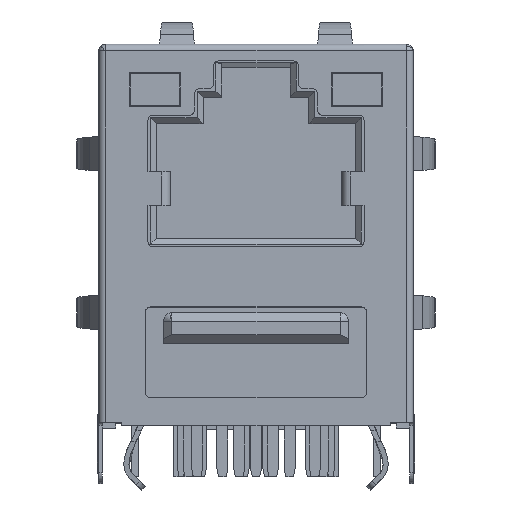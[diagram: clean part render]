
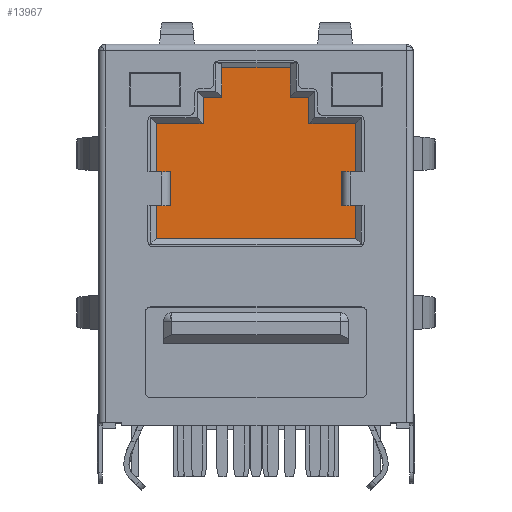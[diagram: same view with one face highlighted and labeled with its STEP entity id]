
A CAD part, top view. The second image highlights one B-rep face of the part: STEP entity #13967.
In plain terms, the highlighted planar face has unit normal (0, 0, 1).
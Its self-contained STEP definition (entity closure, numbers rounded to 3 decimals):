
#5830=DIRECTION('',(-1.,0.,0.));
#5831=VECTOR('',#5830,0.825);
#5832=CARTESIAN_POINT('',(5.925,3.65,17.3));
#5833=LINE('',#5832,#5831);
#5854=DIRECTION('',(0.,-1.,0.));
#5855=VECTOR('',#5854,2.);
#5856=CARTESIAN_POINT('',(5.1,3.65,17.3));
#5857=LINE('',#5856,#5855);
#5866=DIRECTION('',(1.,0.,0.));
#5867=VECTOR('',#5866,4.06);
#5868=CARTESIAN_POINT('',(-2.03,9.9,17.3));
#5869=LINE('',#5868,#5867);
#5882=DIRECTION('',(0.,1.,0.));
#5883=VECTOR('',#5882,1.8);
#5884=CARTESIAN_POINT('',(-2.03,8.1,17.3));
#5885=LINE('',#5884,#5883);
#5898=DIRECTION('',(1.,0.,0.));
#5899=VECTOR('',#5898,1.12);
#5900=CARTESIAN_POINT('',(-3.15,8.1,17.3));
#5901=LINE('',#5900,#5899);
#5906=DIRECTION('',(0.,1.,0.));
#5907=VECTOR('',#5906,1.57);
#5908=CARTESIAN_POINT('',(-3.15,6.53,17.3));
#5909=LINE('',#5908,#5907);
#5918=DIRECTION('',(1.,0.,0.));
#5919=VECTOR('',#5918,2.775);
#5920=CARTESIAN_POINT('',(-5.925,6.53,17.3));
#5921=LINE('',#5920,#5919);
#5934=DIRECTION('',(0.,1.,0.));
#5935=VECTOR('',#5934,2.88);
#5936=CARTESIAN_POINT('',(-5.925,3.65,17.3));
#5937=LINE('',#5936,#5935);
#5942=DIRECTION('',(-1.,0.,0.));
#5943=VECTOR('',#5942,0.825);
#5944=CARTESIAN_POINT('',(-5.1,3.65,17.3));
#5945=LINE('',#5944,#5943);
#5971=DIRECTION('',(0.,1.,0.));
#5972=VECTOR('',#5971,2.);
#5973=CARTESIAN_POINT('',(-5.1,1.65,17.3));
#5974=LINE('',#5973,#5972);
#5996=DIRECTION('',(1.,0.,0.));
#5997=VECTOR('',#5996,0.825);
#5998=CARTESIAN_POINT('',(-5.925,1.65,17.3));
#5999=LINE('',#5998,#5997);
#6062=DIRECTION('',(1.,0.,0.));
#6063=VECTOR('',#6062,0.825);
#6064=CARTESIAN_POINT('',(5.1,1.65,17.3));
#6065=LINE('',#6064,#6063);
#6111=DIRECTION('',(0.,1.,0.));
#6112=VECTOR('',#6111,1.95);
#6113=CARTESIAN_POINT('',(-5.925,-0.3,17.3));
#6114=LINE('',#6113,#6112);
#6123=DIRECTION('',(-1.,0.,0.));
#6124=VECTOR('',#6123,11.85);
#6125=CARTESIAN_POINT('',(5.925,-0.3,17.3));
#6126=LINE('',#6125,#6124);
#6131=DIRECTION('',(0.,-1.,0.));
#6132=VECTOR('',#6131,1.95);
#6133=CARTESIAN_POINT('',(5.925,1.65,17.3));
#6134=LINE('',#6133,#6132);
#6315=DIRECTION('',(0.,-1.,0.));
#6316=VECTOR('',#6315,2.88);
#6317=CARTESIAN_POINT('',(5.925,6.53,17.3));
#6318=LINE('',#6317,#6316);
#6327=DIRECTION('',(1.,0.,0.));
#6328=VECTOR('',#6327,2.775);
#6329=CARTESIAN_POINT('',(3.15,6.53,17.3));
#6330=LINE('',#6329,#6328);
#6339=DIRECTION('',(0.,-1.,0.));
#6340=VECTOR('',#6339,1.57);
#6341=CARTESIAN_POINT('',(3.15,8.1,17.3));
#6342=LINE('',#6341,#6340);
#6351=DIRECTION('',(1.,0.,0.));
#6352=VECTOR('',#6351,1.12);
#6353=CARTESIAN_POINT('',(2.03,8.1,17.3));
#6354=LINE('',#6353,#6352);
#6371=DIRECTION('',(0.,-1.,0.));
#6372=VECTOR('',#6371,1.8);
#6373=CARTESIAN_POINT('',(2.03,9.9,17.3));
#6374=LINE('',#6373,#6372);
#7281=CARTESIAN_POINT('',(-5.925,-0.3,17.3));
#7282=CARTESIAN_POINT('',(-5.925,1.65,17.3));
#7283=VERTEX_POINT('',#7281);
#7284=VERTEX_POINT('',#7282);
#7289=CARTESIAN_POINT('',(-3.15,8.1,17.3));
#7290=CARTESIAN_POINT('',(-2.03,8.1,17.3));
#7291=VERTEX_POINT('',#7289);
#7292=VERTEX_POINT('',#7290);
#7555=CARTESIAN_POINT('',(-5.925,6.53,17.3));
#7557=VERTEX_POINT('',#7555);
#7584=CARTESIAN_POINT('',(-3.15,6.53,17.3));
#7585=VERTEX_POINT('',#7584);
#7821=CARTESIAN_POINT('',(3.15,6.53,17.3));
#7822=CARTESIAN_POINT('',(5.925,6.53,17.3));
#7823=VERTEX_POINT('',#7821);
#7824=VERTEX_POINT('',#7822);
#7861=CARTESIAN_POINT('',(5.925,1.65,17.3));
#7862=VERTEX_POINT('',#7861);
#7925=CARTESIAN_POINT('',(5.925,3.65,17.3));
#7926=VERTEX_POINT('',#7925);
#7935=CARTESIAN_POINT('',(5.1,1.65,17.3));
#7937=VERTEX_POINT('',#7935);
#8081=CARTESIAN_POINT('',(5.925,-0.3,17.3));
#8083=VERTEX_POINT('',#8081);
#8136=CARTESIAN_POINT('',(-5.1,1.65,17.3));
#8137=VERTEX_POINT('',#8136);
#8196=CARTESIAN_POINT('',(2.03,8.1,17.3));
#8197=VERTEX_POINT('',#8196);
#8322=CARTESIAN_POINT('',(5.1,3.65,17.3));
#8323=VERTEX_POINT('',#8322);
#8368=CARTESIAN_POINT('',(-5.1,3.65,17.3));
#8369=VERTEX_POINT('',#8368);
#8509=CARTESIAN_POINT('',(-2.03,9.9,17.3));
#8510=CARTESIAN_POINT('',(2.03,9.9,17.3));
#8511=VERTEX_POINT('',#8509);
#8512=VERTEX_POINT('',#8510);
#8539=CARTESIAN_POINT('',(3.15,8.1,17.3));
#8540=VERTEX_POINT('',#8539);
#8651=CARTESIAN_POINT('',(-5.925,3.65,17.3));
#8652=VERTEX_POINT('',#8651);
#13922=CARTESIAN_POINT('',(0.,0.,17.3));
#13923=DIRECTION('',(0.,0.,1.));
#13924=DIRECTION('',(1.,0.,0.));
#13925=AXIS2_PLACEMENT_3D('',#13922,#13923,#13924);
#13926=PLANE('',#13925);
#13928=ORIENTED_EDGE('',*,*,#13927,.T.);
#13930=ORIENTED_EDGE('',*,*,#13929,.T.);
#13932=ORIENTED_EDGE('',*,*,#13931,.T.);
#13934=ORIENTED_EDGE('',*,*,#13933,.T.);
#13936=ORIENTED_EDGE('',*,*,#13935,.T.);
#13938=ORIENTED_EDGE('',*,*,#13937,.T.);
#13939=ORIENTED_EDGE('',*,*,#13884,.T.);
#13940=ORIENTED_EDGE('',*,*,#13913,.T.);
#13942=ORIENTED_EDGE('',*,*,#13941,.T.);
#13944=ORIENTED_EDGE('',*,*,#13943,.T.);
#13946=ORIENTED_EDGE('',*,*,#13945,.T.);
#13948=ORIENTED_EDGE('',*,*,#13947,.T.);
#13950=ORIENTED_EDGE('',*,*,#13949,.T.);
#13952=ORIENTED_EDGE('',*,*,#13951,.T.);
#13954=ORIENTED_EDGE('',*,*,#13953,.T.);
#13956=ORIENTED_EDGE('',*,*,#13955,.T.);
#13958=ORIENTED_EDGE('',*,*,#13957,.T.);
#13960=ORIENTED_EDGE('',*,*,#13959,.T.);
#13962=ORIENTED_EDGE('',*,*,#13961,.T.);
#13964=ORIENTED_EDGE('',*,*,#13963,.T.);
#13965=EDGE_LOOP('',(#13928,#13930,#13932,#13934,#13936,#13938,#13939,#13940,
#13942,#13944,#13946,#13948,#13950,#13952,#13954,#13956,#13958,#13960,#13962,
#13964));
#13966=FACE_OUTER_BOUND('',#13965,.F.);
#13967=ADVANCED_FACE('',(#13966),#13926,.T.);
#13884=EDGE_CURVE('',#7926,#8323,#5833,.T.);
#13913=EDGE_CURVE('',#8323,#7937,#5857,.T.);
#13927=EDGE_CURVE('',#8511,#8512,#5869,.T.);
#13929=EDGE_CURVE('',#8512,#8197,#6374,.T.);
#13931=EDGE_CURVE('',#8197,#8540,#6354,.T.);
#13933=EDGE_CURVE('',#8540,#7823,#6342,.T.);
#13935=EDGE_CURVE('',#7823,#7824,#6330,.T.);
#13937=EDGE_CURVE('',#7824,#7926,#6318,.T.);
#13941=EDGE_CURVE('',#7937,#7862,#6065,.T.);
#13943=EDGE_CURVE('',#7862,#8083,#6134,.T.);
#13945=EDGE_CURVE('',#8083,#7283,#6126,.T.);
#13947=EDGE_CURVE('',#7283,#7284,#6114,.T.);
#13949=EDGE_CURVE('',#7284,#8137,#5999,.T.);
#13951=EDGE_CURVE('',#8137,#8369,#5974,.T.);
#13953=EDGE_CURVE('',#8369,#8652,#5945,.T.);
#13955=EDGE_CURVE('',#8652,#7557,#5937,.T.);
#13957=EDGE_CURVE('',#7557,#7585,#5921,.T.);
#13959=EDGE_CURVE('',#7585,#7291,#5909,.T.);
#13961=EDGE_CURVE('',#7291,#7292,#5901,.T.);
#13963=EDGE_CURVE('',#7292,#8511,#5885,.T.);
